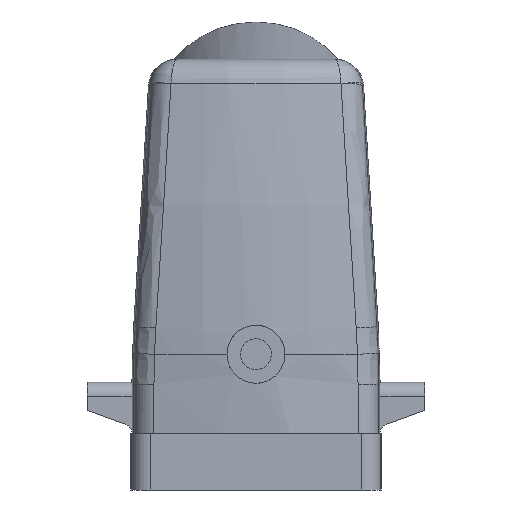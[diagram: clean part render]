
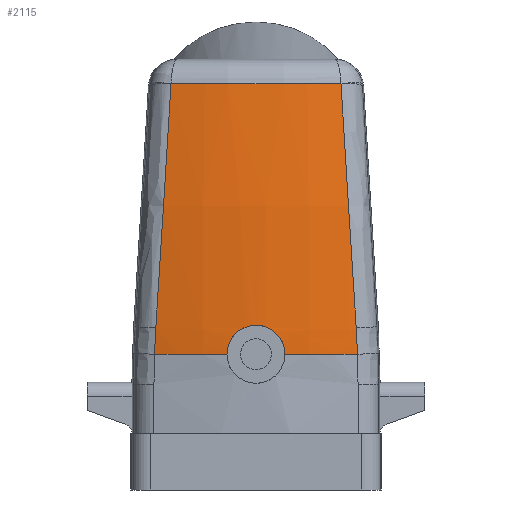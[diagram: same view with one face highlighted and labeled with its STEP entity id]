
A CAD part, front view. The second image highlights one B-rep face of the part: STEP entity #2115.
In plain terms, the highlighted face is a revolution surface.
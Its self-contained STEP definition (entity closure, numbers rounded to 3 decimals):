
#2055=AXIS2_PLACEMENT_3D('Circle Axis2P3D',#2053,#2054,$) ;
#2086=AXIS2_PLACEMENT_3D('Circle Axis2P3D',#2084,#2085,$) ;
#2099=AXIS2_PLACEMENT_3D('Circle Axis2P3D',#2097,#2098,$) ;
#1823=CARTESIAN_POINT('Vertex',(7.297,1.277,17.293)) ;
#1827=CARTESIAN_POINT('Control Point',(7.297,1.277,17.293)) ;
#1828=CARTESIAN_POINT('Control Point',(7.632,1.272,22.523)) ;
#1829=CARTESIAN_POINT('Control Point',(7.963,1.429,27.754)) ;
#1830=CARTESIAN_POINT('Control Point',(8.289,1.748,32.977)) ;
#1831=CARTESIAN_POINT('Control Point',(8.61,2.228,38.188)) ;
#1832=CARTESIAN_POINT('Control Point',(8.927,2.867,43.38)) ;
#1833=CARTESIAN_POINT('Vertex',(8.927,2.867,43.38)) ;
#1949=CARTESIAN_POINT('Vertex',(7.159,1.289,14.5)) ;
#2004=CARTESIAN_POINT('Control Point',(7.159,1.289,14.5)) ;
#2005=CARTESIAN_POINT('Control Point',(7.178,1.285,15.059)) ;
#2006=CARTESIAN_POINT('Control Point',(7.202,1.282,15.618)) ;
#2007=CARTESIAN_POINT('Control Point',(7.229,1.279,16.176)) ;
#2008=CARTESIAN_POINT('Control Point',(7.261,1.278,16.735)) ;
#2009=CARTESIAN_POINT('Control Point',(7.297,1.277,17.293)) ;
#2019=CARTESIAN_POINT('Control Point',(-2.,4.274,14.5)) ;
#2020=CARTESIAN_POINT('Control Point',(-2.,4.274,24.159)) ;
#2021=CARTESIAN_POINT('Control Point',(-1.745,4.858,33.818)) ;
#2022=CARTESIAN_POINT('Control Point',(-1.238,6.021,43.394)) ;
#2023=CARTESIAN_POINT('Axis1P Location',(18.,50.1,14.5)) ;
#2028=CARTESIAN_POINT('Control Point',(14.9,0.196,14.5)) ;
#2029=CARTESIAN_POINT('Control Point',(14.9,0.196,15.016)) ;
#2030=CARTESIAN_POINT('Control Point',(15.032,0.19,15.532)) ;
#2031=CARTESIAN_POINT('Control Point',(15.279,0.179,15.986)) ;
#2032=CARTESIAN_POINT('Vertex',(14.9,0.196,14.5)) ;
#2034=CARTESIAN_POINT('Vertex',(15.279,0.179,15.986)) ;
#2038=CARTESIAN_POINT('Control Point',(21.1,0.196,14.5)) ;
#2039=CARTESIAN_POINT('Control Point',(21.1,0.196,15.199)) ;
#2040=CARTESIAN_POINT('Control Point',(20.903,0.187,15.898)) ;
#2041=CARTESIAN_POINT('Control Point',(20.509,0.167,16.524)) ;
#2042=CARTESIAN_POINT('Control Point',(19.687,0.139,17.241)) ;
#2043=CARTESIAN_POINT('Control Point',(18.672,0.124,17.557)) ;
#2044=CARTESIAN_POINT('Control Point',(18.323,0.121,17.613)) ;
#2045=CARTESIAN_POINT('Control Point',(17.374,0.12,17.63)) ;
#2046=CARTESIAN_POINT('Control Point',(16.47,0.136,17.295)) ;
#2047=CARTESIAN_POINT('Control Point',(15.964,0.152,16.95)) ;
#2048=CARTESIAN_POINT('Control Point',(15.561,0.167,16.501)) ;
#2049=CARTESIAN_POINT('Control Point',(15.279,0.179,15.986)) ;
#2050=CARTESIAN_POINT('Vertex',(21.1,0.196,14.5)) ;
#2053=CARTESIAN_POINT('Axis2P3D Location',(18.,50.1,14.5)) ;
#2057=CARTESIAN_POINT('Vertex',(28.841,1.289,14.5)) ;
#2061=CARTESIAN_POINT('Control Point',(28.703,1.277,17.293)) ;
#2062=CARTESIAN_POINT('Control Point',(28.763,1.278,16.363)) ;
#2063=CARTESIAN_POINT('Control Point',(28.809,1.282,15.432)) ;
#2064=CARTESIAN_POINT('Control Point',(28.841,1.289,14.5)) ;
#2065=CARTESIAN_POINT('Vertex',(28.703,1.277,17.293)) ;
#2069=CARTESIAN_POINT('Control Point',(27.074,2.867,43.38)) ;
#2070=CARTESIAN_POINT('Control Point',(27.6,1.802,34.727)) ;
#2071=CARTESIAN_POINT('Control Point',(28.145,1.268,26.01)) ;
#2072=CARTESIAN_POINT('Control Point',(28.703,1.277,17.293)) ;
#2073=CARTESIAN_POINT('Vertex',(27.074,2.867,43.38)) ;
#2077=CARTESIAN_POINT('Control Point',(27.073,2.867,43.38)) ;
#2078=CARTESIAN_POINT('Control Point',(27.073,2.868,43.385)) ;
#2079=CARTESIAN_POINT('Control Point',(27.073,2.869,43.389)) ;
#2080=CARTESIAN_POINT('Control Point',(27.072,2.869,43.394)) ;
#2081=CARTESIAN_POINT('Vertex',(27.073,2.869,43.394)) ;
#2084=CARTESIAN_POINT('Axis2P3D Location',(18.,50.1,43.394)) ;
#2088=CARTESIAN_POINT('Vertex',(8.927,2.869,43.394)) ;
#2092=CARTESIAN_POINT('Control Point',(8.927,2.867,43.38)) ;
#2093=CARTESIAN_POINT('Control Point',(8.927,2.868,43.385)) ;
#2094=CARTESIAN_POINT('Control Point',(8.927,2.869,43.389)) ;
#2095=CARTESIAN_POINT('Control Point',(8.928,2.869,43.394)) ;
#2097=CARTESIAN_POINT('Axis2P3D Location',(18.,50.1,14.5)) ;
#2024=DIRECTION('Axis1P Direction',(0.,0.,1.)) ;
#2054=DIRECTION('Axis2P3D Direction',(0.,0.,1.)) ;
#2085=DIRECTION('Axis2P3D Direction',(0.,0.,1.)) ;
#2098=DIRECTION('Axis2P3D Direction',(0.,0.,1.)) ;
#2025=AXIS1_PLACEMENT('Revolution Surface Axis1P',#2023,#2024) ;
#2103=ORIENTED_EDGE('',*,*,#2036,.T.) ;
#2104=ORIENTED_EDGE('',*,*,#2052,.F.) ;
#2105=ORIENTED_EDGE('',*,*,#2059,.T.) ;
#2106=ORIENTED_EDGE('',*,*,#2067,.T.) ;
#2107=ORIENTED_EDGE('',*,*,#2075,.T.) ;
#2108=ORIENTED_EDGE('',*,*,#2083,.T.) ;
#2109=ORIENTED_EDGE('',*,*,#2090,.T.) ;
#2110=ORIENTED_EDGE('',*,*,#2096,.F.) ;
#2111=ORIENTED_EDGE('',*,*,#1835,.F.) ;
#2112=ORIENTED_EDGE('',*,*,#2010,.F.) ;
#2113=ORIENTED_EDGE('',*,*,#2101,.T.) ;
#2115=ADVANCED_FACE('Hauptk\X2\00F6\X0\rper',(#2114),#2026,.T.) ;
#1826=B_SPLINE_CURVE_WITH_KNOTS('',5,(#1827,#1828,#1829,#1830,#1831,#1832),.UNSPECIFIED.,.F.,.U.,(6,6),(12.837,49.656),.UNSPECIFIED.) ;
#2003=B_SPLINE_CURVE_WITH_KNOTS('',5,(#2004,#2005,#2006,#2007,#2008,#2009),.UNSPECIFIED.,.F.,.U.,(6,6),(9.012,12.998),.UNSPECIFIED.) ;
#2018=B_SPLINE_CURVE_WITH_KNOTS('',3,(#2019,#2020,#2021,#2022),.UNSPECIFIED.,.F.,.U.,(4,4),(0.,28.978),.UNSPECIFIED.) ;
#2027=B_SPLINE_CURVE_WITH_KNOTS('',3,(#2028,#2029,#2030,#2031),.UNSPECIFIED.,.F.,.U.,(4,4),(0.,2.191),.UNSPECIFIED.) ;
#2037=B_SPLINE_CURVE_WITH_KNOTS('',5,(#2038,#2039,#2040,#2041,#2042,#2043,#2044,#2045,#2046,#2047,#2048,#2049),.UNSPECIFIED.,.F.,.U.,(6,3,3,6),(0.,4.941,7.387,11.527),.UNSPECIFIED.) ;
#2060=B_SPLINE_CURVE_WITH_KNOTS('',3,(#2061,#2062,#2063,#2064),.UNSPECIFIED.,.F.,.U.,(4,4),(51.878,55.864),.UNSPECIFIED.) ;
#2068=B_SPLINE_CURVE_WITH_KNOTS('',3,(#2069,#2070,#2071,#2072),.UNSPECIFIED.,.F.,.U.,(4,4),(12.607,49.426),.UNSPECIFIED.) ;
#2076=B_SPLINE_CURVE_WITH_KNOTS('',3,(#2077,#2078,#2079,#2080),.UNSPECIFIED.,.F.,.U.,(4,4),(7.181,7.392),.UNSPECIFIED.) ;
#2091=B_SPLINE_CURVE_WITH_KNOTS('',3,(#2092,#2093,#2094,#2095),.UNSPECIFIED.,.F.,.U.,(4,4),(7.181,7.392),.UNSPECIFIED.) ;
#2056=CIRCLE('generated circle',#2055,50.) ;
#2087=CIRCLE('generated circle',#2086,48.094) ;
#2100=CIRCLE('generated circle',#2099,50.) ;
#1835=EDGE_CURVE('',#1824,#1834,#1826,.T.) ;
#2010=EDGE_CURVE('',#1950,#1824,#2003,.T.) ;
#2036=EDGE_CURVE('',#2033,#2035,#2027,.T.) ;
#2052=EDGE_CURVE('',#2051,#2035,#2037,.T.) ;
#2059=EDGE_CURVE('',#2051,#2058,#2056,.T.) ;
#2067=EDGE_CURVE('',#2058,#2066,#2060,.F.) ;
#2075=EDGE_CURVE('',#2066,#2074,#2068,.F.) ;
#2083=EDGE_CURVE('',#2074,#2082,#2076,.T.) ;
#2090=EDGE_CURVE('',#2082,#2089,#2087,.F.) ;
#2096=EDGE_CURVE('',#1834,#2089,#2091,.T.) ;
#2101=EDGE_CURVE('',#1950,#2033,#2100,.T.) ;
#2102=EDGE_LOOP('',(#2103,#2104,#2105,#2106,#2107,#2108,#2109,#2110,#2111,#2112,#2113)) ;
#2114=FACE_OUTER_BOUND('',#2102,.T.) ;
#2026=SURFACE_OF_REVOLUTION('Surface of Revolution',#2018,#2025) ;
#1824=VERTEX_POINT('',#1823) ;
#1834=VERTEX_POINT('',#1833) ;
#1950=VERTEX_POINT('',#1949) ;
#2033=VERTEX_POINT('',#2032) ;
#2035=VERTEX_POINT('',#2034) ;
#2051=VERTEX_POINT('',#2050) ;
#2058=VERTEX_POINT('',#2057) ;
#2066=VERTEX_POINT('',#2065) ;
#2074=VERTEX_POINT('',#2073) ;
#2082=VERTEX_POINT('',#2081) ;
#2089=VERTEX_POINT('',#2088) ;
